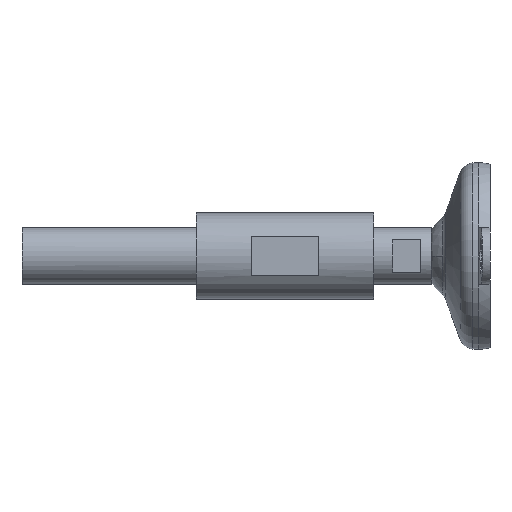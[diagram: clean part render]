
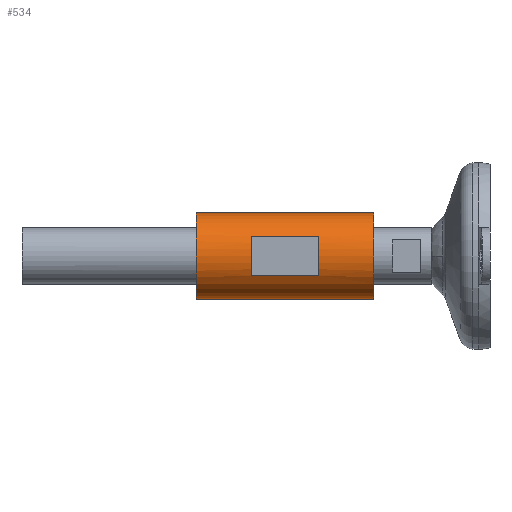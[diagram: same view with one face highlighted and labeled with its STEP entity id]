
A CAD part, left-side view. The second image highlights one B-rep face of the part: STEP entity #534.
In plain terms, the highlighted cylindrical face has radius 23 mm (diameter 46 mm), a partial arc.
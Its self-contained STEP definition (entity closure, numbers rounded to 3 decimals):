
#22 = VECTOR ( 'NONE', #623, 1000. ) ;
#29 = ORIENTED_EDGE ( 'NONE', *, *, #1653, .T. ) ;
#38 = CARTESIAN_POINT ( 'NONE',  ( 0., 157., 0. ) ) ;
#64 = DIRECTION ( 'NONE',  ( 0., -1., 0. ) ) ;
#74 = DIRECTION ( 'NONE',  ( 0., -1., 0. ) ) ;
#95 = EDGE_LOOP ( 'NONE', ( #1534, #1285, #1147, #335 ) ) ;
#105 = ORIENTED_EDGE ( 'NONE', *, *, #782, .T. ) ;
#120 = LINE ( 'NONE', #511, #22 ) ;
#135 = LINE ( 'NONE', #792, #1533 ) ;
#159 = CIRCLE ( 'NONE', #1351, 23. ) ;
#214 = CARTESIAN_POINT ( 'NONE',  ( 0., 62., 0. ) ) ;
#239 = CARTESIAN_POINT ( 'NONE',  ( -20.5, 91.5, -10.428 ) ) ;
#276 = DIRECTION ( 'NONE',  ( 0., -1., 0. ) ) ;
#284 = CYLINDRICAL_SURFACE ( 'NONE', #1020, 23. ) ;
#289 = VERTEX_POINT ( 'NONE', #1666 ) ;
#302 = DIRECTION ( 'NONE',  ( 0., 0., -1. ) ) ;
#335 = ORIENTED_EDGE ( 'NONE', *, *, #758, .F. ) ;
#353 = DIRECTION ( 'NONE',  ( 0., 0., -1. ) ) ;
#380 = VECTOR ( 'NONE', #64, 1000. ) ;
#490 = EDGE_CURVE ( 'NONE', #1409, #1112, #135, .T. ) ;
#507 = LINE ( 'NONE', #795, #380 ) ;
#511 = CARTESIAN_POINT ( 'NONE',  ( -20.5, 62., 10.428 ) ) ;
#534 = ADVANCED_FACE ( 'NONE', ( #1461, #939 ), #284, .T. ) ;
#618 = EDGE_CURVE ( 'NONE', #1409, #638, #159, .T. ) ;
#623 = DIRECTION ( 'NONE',  ( 0., -1., 0. ) ) ;
#638 = VERTEX_POINT ( 'NONE', #863 ) ;
#661 = AXIS2_PLACEMENT_3D ( 'NONE', #1278, #1146, #1139 ) ;
#732 = ORIENTED_EDGE ( 'NONE', *, *, #1406, .T. ) ;
#758 = EDGE_CURVE ( 'NONE', #1112, #289, #916, .T. ) ;
#782 = EDGE_CURVE ( 'NONE', #921, #1554, #1295, .T. ) ;
#784 = DIRECTION ( 'NONE',  ( 0., -1., 0. ) ) ;
#792 = CARTESIAN_POINT ( 'NONE',  ( 0., 62., 23. ) ) ;
#795 = CARTESIAN_POINT ( 'NONE',  ( 0., 62., -23. ) ) ;
#816 = VERTEX_POINT ( 'NONE', #239 ) ;
#835 = EDGE_CURVE ( 'NONE', #1094, #816, #1399, .T. ) ;
#861 = CARTESIAN_POINT ( 'NONE',  ( -20.5, 62., -10.428 ) ) ;
#863 = CARTESIAN_POINT ( 'NONE',  ( 0., 157., -23. ) ) ;
#873 = EDGE_LOOP ( 'NONE', ( #29, #1432, #732, #105 ) ) ;
#878 = CARTESIAN_POINT ( 'NONE',  ( 0., 91.5, 0. ) ) ;
#912 = VECTOR ( 'NONE', #1378, 1000. ) ;
#916 = CIRCLE ( 'NONE', #1076, 23. ) ;
#921 = VERTEX_POINT ( 'NONE', #1568 ) ;
#939 = FACE_BOUND ( 'NONE', #873, .T. ) ;
#1020 = AXIS2_PLACEMENT_3D ( 'NONE', #1452, #276, #1314 ) ;
#1076 = AXIS2_PLACEMENT_3D ( 'NONE', #214, #74, #1663 ) ;
#1094 = VERTEX_POINT ( 'NONE', #1230 ) ;
#1104 = CARTESIAN_POINT ( 'NONE',  ( -20.5, 127.5, 10.428 ) ) ;
#1110 = CARTESIAN_POINT ( 'NONE',  ( 0., 62., 23. ) ) ;
#1112 = VERTEX_POINT ( 'NONE', #1110 ) ;
#1139 = DIRECTION ( 'NONE',  ( 0., 0., 1. ) ) ;
#1146 = DIRECTION ( 'NONE',  ( 0., 1., 0. ) ) ;
#1147 = ORIENTED_EDGE ( 'NONE', *, *, #1234, .T. ) ;
#1230 = CARTESIAN_POINT ( 'NONE',  ( -20.5, 91.5, 10.428 ) ) ;
#1234 = EDGE_CURVE ( 'NONE', #638, #289, #507, .T. ) ;
#1263 = AXIS2_PLACEMENT_3D ( 'NONE', #878, #1396, #353 ) ;
#1278 = CARTESIAN_POINT ( 'NONE',  ( 0., 127.5, 0. ) ) ;
#1285 = ORIENTED_EDGE ( 'NONE', *, *, #618, .T. ) ;
#1295 = CIRCLE ( 'NONE', #661, 23. ) ;
#1314 = DIRECTION ( 'NONE',  ( 0., 0., -1. ) ) ;
#1351 = AXIS2_PLACEMENT_3D ( 'NONE', #38, #1612, #302 ) ;
#1378 = DIRECTION ( 'NONE',  ( 0., 1., 0. ) ) ;
#1396 = DIRECTION ( 'NONE',  ( 0., -1., 0. ) ) ;
#1399 = CIRCLE ( 'NONE', #1263, 23. ) ;
#1406 = EDGE_CURVE ( 'NONE', #816, #921, #1627, .T. ) ;
#1409 = VERTEX_POINT ( 'NONE', #1635 ) ;
#1432 = ORIENTED_EDGE ( 'NONE', *, *, #835, .T. ) ;
#1452 = CARTESIAN_POINT ( 'NONE',  ( 0., 62., 0. ) ) ;
#1461 = FACE_OUTER_BOUND ( 'NONE', #95, .T. ) ;
#1533 = VECTOR ( 'NONE', #784, 1000. ) ;
#1534 = ORIENTED_EDGE ( 'NONE', *, *, #490, .F. ) ;
#1554 = VERTEX_POINT ( 'NONE', #1104 ) ;
#1568 = CARTESIAN_POINT ( 'NONE',  ( -20.5, 127.5, -10.428 ) ) ;
#1612 = DIRECTION ( 'NONE',  ( 0., -1., 0. ) ) ;
#1627 = LINE ( 'NONE', #861, #912 ) ;
#1635 = CARTESIAN_POINT ( 'NONE',  ( 0., 157., 23. ) ) ;
#1653 = EDGE_CURVE ( 'NONE', #1554, #1094, #120, .T. ) ;
#1663 = DIRECTION ( 'NONE',  ( 0., 0., -1. ) ) ;
#1666 = CARTESIAN_POINT ( 'NONE',  ( 0., 62., -23. ) ) ;
